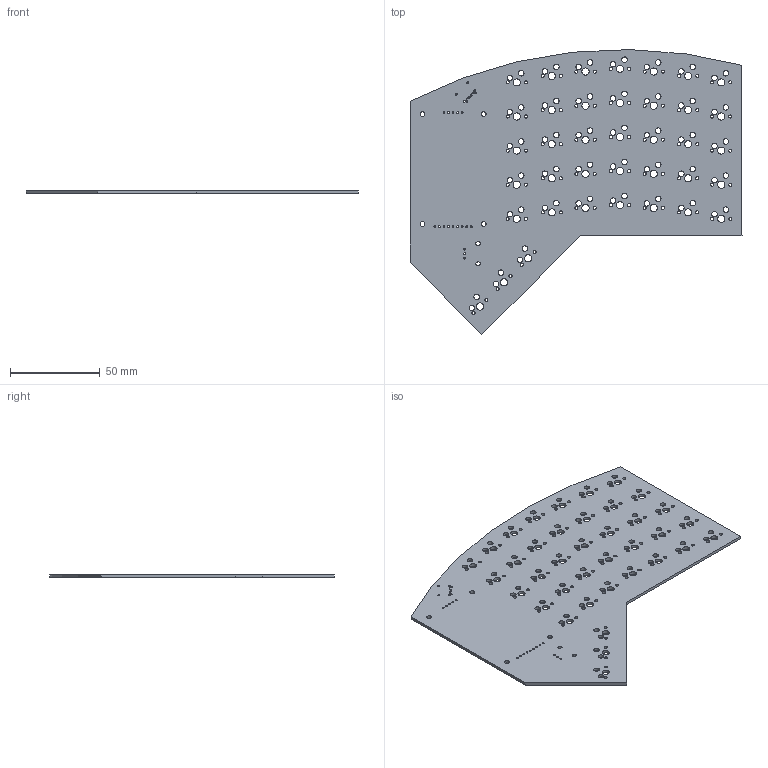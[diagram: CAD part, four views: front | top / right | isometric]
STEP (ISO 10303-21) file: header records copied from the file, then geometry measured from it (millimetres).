
FILE_DESCRIPTION(('KiCad electronic assembly'),'2;1');
FILE_NAME('Splitboard-B.step','2022-09-23T12:53:21',('Pcbnew'),('Kicad') ,'Open CASCADE STEP processor 7.6','KiCad to STEP converter','Unknown' );
FILE_SCHEMA(('AUTOMOTIVE_DESIGN { 1 0 10303 214 1 1 1 1 }'));
Length unit declared in the file: millimetre
Products named in the file (2): Splitboard-B 1; Splitboard-B PCB
Assembly tree (1 placements, depth 2):
  Splitboard-B 1
    Splitboard-B PCB
Bounding box: 185 x 158.71 x 1.6 mm (x, y, z)
Volume: 31260 mm3; surface area: 42849.6 mm2
Topology: 1 solids, 1 shells, 246 faces, 732 edges, 488 vertices
Faces by surface type: cylinder 234, plane 12
Full cylindrical faces by diameter (mm): 0.4 x12, 0.65 x1, 0.95 x1, 1 x17, 1.1 x4, 1.75 x76, 2.7 x4, 3.05 x76, 4 x38
Entity records: 19031 total; most frequent: DIRECTION 3160, CARTESIAN_POINT 2932, ORIENTED_EDGE 1464, PCURVE 1464, DEFINITIONAL_REPRESENTATION 1464, LINE 1260, VECTOR 1260, CIRCLE 936
